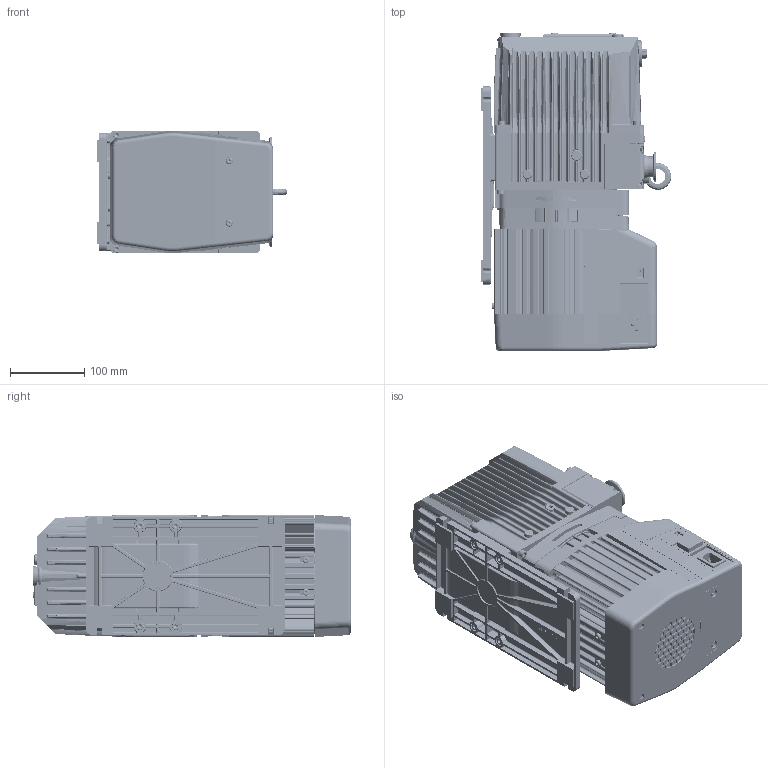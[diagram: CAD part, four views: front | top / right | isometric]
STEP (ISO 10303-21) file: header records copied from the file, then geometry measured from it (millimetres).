
FILE_DESCRIPTION(/* description */ ('DuoVane 10 Drehschieberpumpe'),/* implementation_level */ '2;1');
FILE_NAME(/* name */ 'PK D920 020 C0.stp',/* time_stamp */ '2024-11-11T10:53:09+01:00',/* author */ ('dennis.funk'),/* organization */ (''),/* preprocessor_version */ 'ST-DEVELOPER v18.1',/* originating_system */ 'Autodesk Inventor 2021',/* authorisation */ '');
FILE_SCHEMA (('AUTOMOTIVE_DESIGN { 1 0 10303 214 3 1 1 }'));
Products named in the file (1): PK 902 661_SW
Bounding box: 255.6 x 428.59 x 164 mm (x, y, z)
Volume: 12351399.7 mm3; surface area: 687845.2 mm2
Topology: 1 solids, 33 shells, 6456 faces, 16635 edges, 10356 vertices
Faces by surface type: plane 2554, cylinder 2067, bspline 1246, sphere 209, torus 199, cone 181
Full cylindrical faces by diameter (mm): 0.78 x1, 0.8 x1, 4 x6, 4.134 x1, 4.917 x7, 5 x2, 6 x14, 6.6 x6, 7 x2, 8 x5, 8.128 x1, 8.528 x1, 8.566 x1, 9 x1, 9.15 x4, 9.8 x1, 10 x16, 10.2 x1, 11 x4, 11.8 x2, 12.3 x1, 12.5 x2, 14 x2, 15.8 x1, 16 x1, 16.96 x1, 17 x3, 17.5 x1, 18.655 x1, 19.055 x1
Entity records: 325511 total; most frequent: CARTESIAN_POINT 170332, ORIENTED_EDGE 33150, DIRECTION 28020, EDGE_CURVE 16575, VERTEX_POINT 10356, AXIS2_PLACEMENT_3D 10219, LINE 7582, VECTOR 7582
